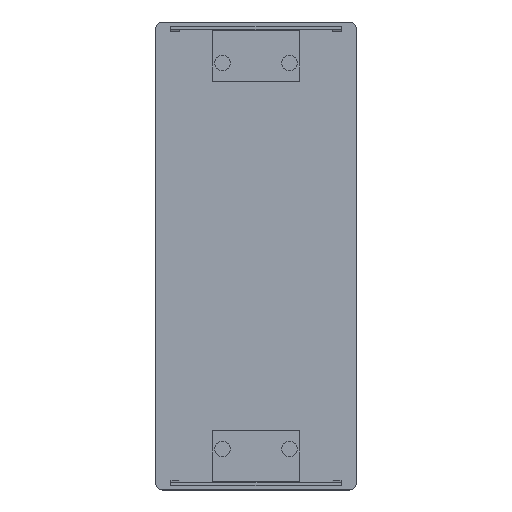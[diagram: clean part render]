
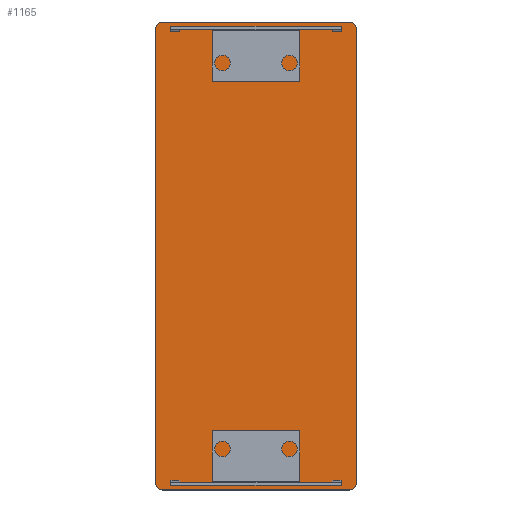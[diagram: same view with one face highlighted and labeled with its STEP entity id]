
A CAD part, top view. The second image highlights one B-rep face of the part: STEP entity #1165.
In plain terms, the highlighted face is planar.
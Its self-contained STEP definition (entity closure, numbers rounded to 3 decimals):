
#22 = CARTESIAN_POINT ( 'NONE',  ( 45., -102., 0. ) ) ;
#69 = EDGE_CURVE ( 'NONE', #2020, #381, #778, .T. ) ;
#111 = CARTESIAN_POINT ( 'NONE',  ( 42., 102., 0. ) ) ;
#166 = DIRECTION ( 'NONE',  ( 0., -1., 0. ) ) ;
#169 = CARTESIAN_POINT ( 'NONE',  ( 42., -105., 0. ) ) ;
#240 = CIRCLE ( 'NONE', #390, 3. ) ;
#252 = EDGE_CURVE ( 'NONE', #1967, #1612, #368, .T. ) ;
#259 = CARTESIAN_POINT ( 'NONE',  ( 42., -105., 0. ) ) ;
#296 = AXIS2_PLACEMENT_3D ( 'NONE', #111, #1884, #1403 ) ;
#368 = LINE ( 'NONE', #1447, #899 ) ;
#379 = VECTOR ( 'NONE', #166, 1000. ) ;
#381 = VERTEX_POINT ( 'NONE', #1405 ) ;
#389 = DIRECTION ( 'NONE',  ( 1., 0., 0. ) ) ;
#390 = AXIS2_PLACEMENT_3D ( 'NONE', #1419, #1567, #884 ) ;
#413 = LINE ( 'NONE', #965, #379 ) ;
#422 = CIRCLE ( 'NONE', #596, 3. ) ;
#456 = VECTOR ( 'NONE', #1488, 1000. ) ;
#561 = FACE_OUTER_BOUND ( 'NONE', #915, .T. ) ;
#583 = AXIS2_PLACEMENT_3D ( 'NONE', #769, #787, #943 ) ;
#596 = AXIS2_PLACEMENT_3D ( 'NONE', #1016, #1561, #1791 ) ;
#616 = CARTESIAN_POINT ( 'NONE',  ( -45., -102., 0. ) ) ;
#654 = AXIS2_PLACEMENT_3D ( 'NONE', #794, #732, #1685 ) ;
#732 = DIRECTION ( 'NONE',  ( 0., 0., 1. ) ) ;
#769 = CARTESIAN_POINT ( 'NONE',  ( 42., 102., 0. ) ) ;
#778 = CIRCLE ( 'NONE', #654, 3. ) ;
#787 = DIRECTION ( 'NONE',  ( 0., 0., 1. ) ) ;
#794 = CARTESIAN_POINT ( 'NONE',  ( -42., -102., 0. ) ) ;
#795 = EDGE_CURVE ( 'NONE', #1923, #1896, #422, .T. ) ;
#805 = LINE ( 'NONE', #259, #932 ) ;
#843 = EDGE_CURVE ( 'NONE', #1229, #1967, #972, .T. ) ;
#884 = DIRECTION ( 'NONE',  ( -1., 0., 0. ) ) ;
#899 = VECTOR ( 'NONE', #1473, 1000. ) ;
#915 = EDGE_LOOP ( 'NONE', ( #1407, #2022, #1252, #1970, #1907, #1898, #1927, #1888 ) ) ;
#932 = VECTOR ( 'NONE', #389, 1000. ) ;
#943 = DIRECTION ( 'NONE',  ( -1., 0., 0. ) ) ;
#944 = LINE ( 'NONE', #973, #456 ) ;
#965 = CARTESIAN_POINT ( 'NONE',  ( -45., 102., 0. ) ) ;
#972 = CIRCLE ( 'NONE', #583, 3. ) ;
#973 = CARTESIAN_POINT ( 'NONE',  ( 45., 102., 0. ) ) ;
#1016 = CARTESIAN_POINT ( 'NONE',  ( 42., -102., 0. ) ) ;
#1049 = CARTESIAN_POINT ( 'NONE',  ( -42., 105., 0. ) ) ;
#1091 = EDGE_CURVE ( 'NONE', #381, #1923, #805, .T. ) ;
#1107 = EDGE_CURVE ( 'NONE', #1896, #1229, #944, .T. ) ;
#1165 = ADVANCED_FACE ( 'NONE', ( #561 ), #1871, .T. ) ;
#1229 = VERTEX_POINT ( 'NONE', #1789 ) ;
#1252 = ORIENTED_EDGE ( 'NONE', *, *, #795, .F. ) ;
#1305 = EDGE_CURVE ( 'NONE', #1766, #2020, #413, .T. ) ;
#1403 = DIRECTION ( 'NONE',  ( -1., 0., 0. ) ) ;
#1405 = CARTESIAN_POINT ( 'NONE',  ( -42., -105., 0. ) ) ;
#1407 = ORIENTED_EDGE ( 'NONE', *, *, #843, .F. ) ;
#1419 = CARTESIAN_POINT ( 'NONE',  ( -42., 102., 0. ) ) ;
#1447 = CARTESIAN_POINT ( 'NONE',  ( 42., 105., 0. ) ) ;
#1473 = DIRECTION ( 'NONE',  ( -1., 0., 0. ) ) ;
#1488 = DIRECTION ( 'NONE',  ( 0., 1., 0. ) ) ;
#1521 = EDGE_CURVE ( 'NONE', #1612, #1766, #240, .T. ) ;
#1561 = DIRECTION ( 'NONE',  ( 0., 0., 1. ) ) ;
#1567 = DIRECTION ( 'NONE',  ( 0., 0., 1. ) ) ;
#1583 = CARTESIAN_POINT ( 'NONE',  ( 42., 105., 0. ) ) ;
#1612 = VERTEX_POINT ( 'NONE', #1049 ) ;
#1685 = DIRECTION ( 'NONE',  ( -1., 0., 0. ) ) ;
#1766 = VERTEX_POINT ( 'NONE', #1981 ) ;
#1789 = CARTESIAN_POINT ( 'NONE',  ( 45., 102., 0. ) ) ;
#1791 = DIRECTION ( 'NONE',  ( -1., 0., 0. ) ) ;
#1871 = PLANE ( 'NONE',  #296 ) ;
#1884 = DIRECTION ( 'NONE',  ( 0., 0., -1. ) ) ;
#1888 = ORIENTED_EDGE ( 'NONE', *, *, #252, .F. ) ;
#1896 = VERTEX_POINT ( 'NONE', #22 ) ;
#1898 = ORIENTED_EDGE ( 'NONE', *, *, #1305, .F. ) ;
#1907 = ORIENTED_EDGE ( 'NONE', *, *, #69, .F. ) ;
#1923 = VERTEX_POINT ( 'NONE', #169 ) ;
#1927 = ORIENTED_EDGE ( 'NONE', *, *, #1521, .F. ) ;
#1967 = VERTEX_POINT ( 'NONE', #1583 ) ;
#1970 = ORIENTED_EDGE ( 'NONE', *, *, #1091, .F. ) ;
#1981 = CARTESIAN_POINT ( 'NONE',  ( -45., 102., 0. ) ) ;
#2020 = VERTEX_POINT ( 'NONE', #616 ) ;
#2022 = ORIENTED_EDGE ( 'NONE', *, *, #1107, .F. ) ;
